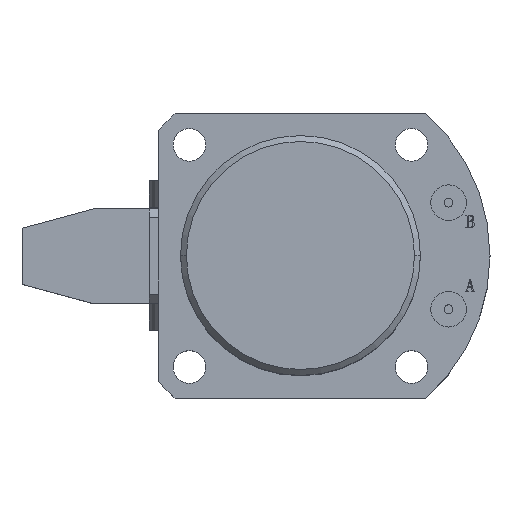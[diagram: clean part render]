
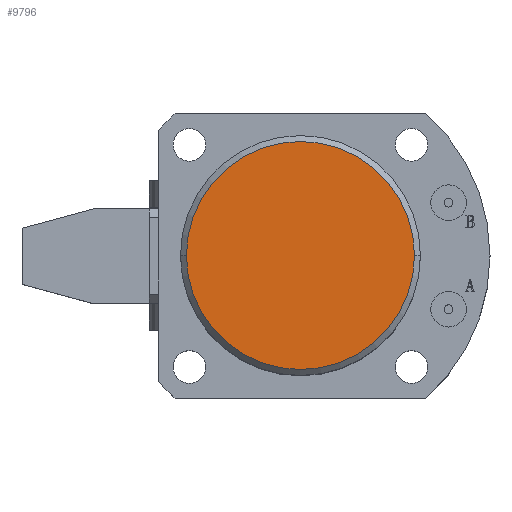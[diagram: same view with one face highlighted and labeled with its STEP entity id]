
A CAD part, top view. The second image highlights one B-rep face of the part: STEP entity #9796.
In plain terms, the highlighted planar face has unit normal (0, 0, 1).
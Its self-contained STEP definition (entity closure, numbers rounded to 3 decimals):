
#149 = CARTESIAN_POINT ( 'NONE',  ( 0., 0., 111. ) ) ;
#154 = PLANE ( 'NONE',  #9199 ) ;
#157 = DIRECTION ( 'NONE',  ( 0., 0., 1. ) ) ;
#158 = DIRECTION ( 'NONE',  ( 1., 0., 0. ) ) ;
#1949 = DIRECTION ( 'NONE',  ( 1., 0., 0. ) ) ;
#1951 = DIRECTION ( 'NONE',  ( 0., 0., 1. ) ) ;
#1952 = CARTESIAN_POINT ( 'NONE',  ( 0., 0., 111. ) ) ;
#2427 = CARTESIAN_POINT ( 'NONE',  ( 38.5, 0., 111. ) ) ;
#2462 = EDGE_CURVE ( 'NONE', #4608, #4865, #8571, .T. ) ;
#3501 = DIRECTION ( 'NONE',  ( 1., 0., 0. ) ) ;
#3503 = DIRECTION ( 'NONE',  ( 0., 0., 1. ) ) ;
#3586 = CARTESIAN_POINT ( 'NONE',  ( 0., 0., 111. ) ) ;
#3643 = EDGE_CURVE ( 'NONE', #4865, #4608, #6317, .T. ) ;
#4608 = VERTEX_POINT ( 'NONE', #2427 ) ;
#4758 = ORIENTED_EDGE ( 'NONE', *, *, #3643, .T. ) ;
#4834 = ORIENTED_EDGE ( 'NONE', *, *, #2462, .T. ) ;
#4865 = VERTEX_POINT ( 'NONE', #5160 ) ;
#5160 = CARTESIAN_POINT ( 'NONE',  ( -38.5, 0., 111. ) ) ;
#6317 = CIRCLE ( 'NONE', #9113, 38.5 ) ;
#6651 = FACE_OUTER_BOUND ( 'NONE', #8073, .T. ) ;
#8073 = EDGE_LOOP ( 'NONE', ( #4758, #4834 ) ) ;
#8571 = CIRCLE ( 'NONE', #8943, 38.5 ) ;
#8943 = AXIS2_PLACEMENT_3D ( 'NONE', #3586, #3503, #3501 ) ;
#9113 = AXIS2_PLACEMENT_3D ( 'NONE', #1952, #1951, #1949 ) ;
#9199 = AXIS2_PLACEMENT_3D ( 'NONE', #149, #157, #158 ) ;
#9796 = ADVANCED_FACE ( 'NONE', ( #6651 ), #154, .T. ) ;
